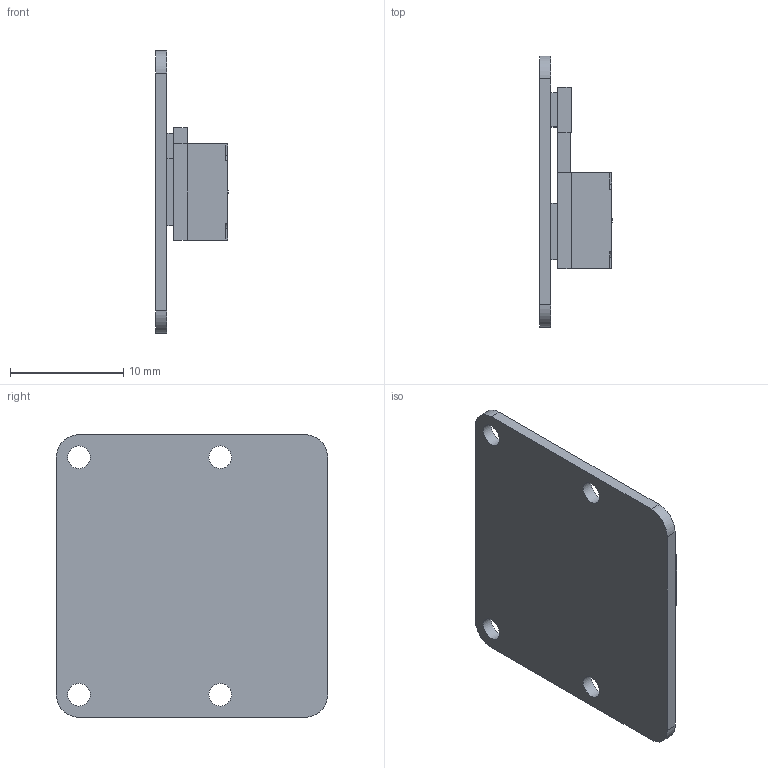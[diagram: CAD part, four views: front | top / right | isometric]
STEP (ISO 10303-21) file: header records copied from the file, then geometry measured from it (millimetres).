
FILE_DESCRIPTION(/* description */ (''),/* implementation_level */ '2;1');
FILE_NAME(/* name */ 'Arducam IMX219 Autofocus v3.step',/* time_stamp */ '2025-05-22T15:00:32+05:30',/* author */ (''),/* organization */ (''),/* preprocessor_version */ 'ST-DEVELOPER v20.1',/* originating_system */ 'Autodesk Translation Framework v14.10.0.0',/* authorisation */ '');
FILE_SCHEMA (('AUTOMOTIVE_DESIGN { 1 0 10303 214 3 1 1 }'));
Length unit declared in the file: millimetre
Products named in the file (1): Cam V2.1
Bounding box: 6.45 x 24 x 25 mm (x, y, z)
Volume: 956.3 mm3; surface area: 2099 mm2
Topology: 5 solids, 5 shells, 93 faces, 235 edges, 158 vertices
Faces by surface type: plane 71, cylinder 17, cone 4, sphere 1
Full cylindrical faces by diameter (mm): 1.5 x1, 2 x4, 6 x1, 6.25 x1, 7.25 x2
Entity records: 2905 total; most frequent: CARTESIAN_POINT 502, DIRECTION 474, ORIENTED_EDGE 468, EDGE_CURVE 234, LINE 166, VECTOR 166, VERTEX_POINT 158, AXIS2_PLACEMENT_3D 154
